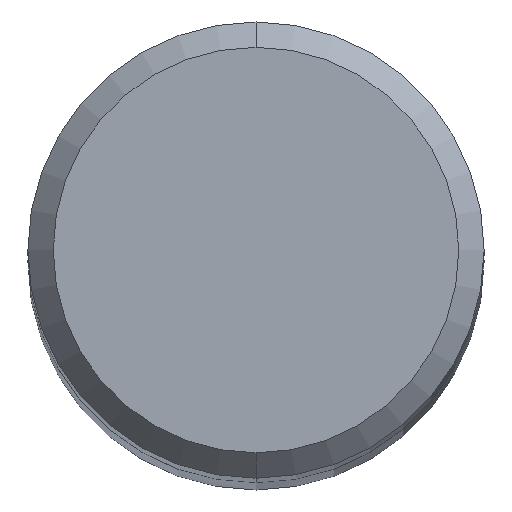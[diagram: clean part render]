
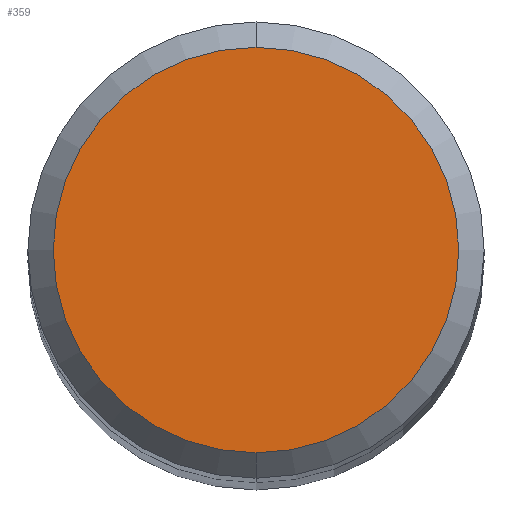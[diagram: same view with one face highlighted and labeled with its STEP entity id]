
A CAD part, top view. The second image highlights one B-rep face of the part: STEP entity #359.
In plain terms, the highlighted planar face has unit normal (0, 0, 1).
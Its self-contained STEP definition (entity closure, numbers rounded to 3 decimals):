
#225=VERTEX_POINT('',#493);
#233=EDGE_CURVE('',#225,#327,#502,.T.);
#309=EDGE_CURVE('',#327,#225,#586,.T.);
#327=VERTEX_POINT('',#606);
#359=ADVANCED_FACE('',(#639),#640,.T.);
#493=CARTESIAN_POINT('',(0.,-3.2,38.0));
#502=CIRCLE('',#866,3.2);
#586=CIRCLE('',#1079,3.2);
#606=CARTESIAN_POINT('',(0.0,3.2,38.0));
#639=FACE_OUTER_BOUND('',#1185,.T.);
#640=PLANE('',#1186);
#866=AXIS2_PLACEMENT_3D('',#1390,#1391,#1392);
#1079=AXIS2_PLACEMENT_3D('',#1488,#1489,#1490);
#1185=EDGE_LOOP('',(#1530,#1531));
#1186=AXIS2_PLACEMENT_3D('',#1532,#1533,#1534);
#1390=CARTESIAN_POINT('',(0.0,0.0,38.0));
#1391=DIRECTION('',(0.0,0.0,-1.0));
#1392=DIRECTION('',(0.0,1.0,0.0));
#1488=CARTESIAN_POINT('',(0.0,0.0,38.0));
#1489=DIRECTION('',(0.0,0.0,-1.0));
#1490=DIRECTION('',(0.0,1.0,0.0));
#1530=ORIENTED_EDGE('',*,*,#309,.F.);
#1531=ORIENTED_EDGE('',*,*,#233,.F.);
#1532=CARTESIAN_POINT('',(0.0,1.6,38.0));
#1533=DIRECTION('',(-0.0,0.0,1.0));
#1534=DIRECTION('',(0.0,-1.0,0.0));
